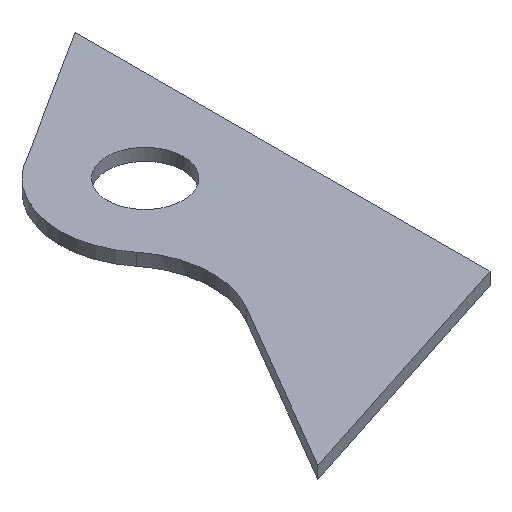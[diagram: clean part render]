
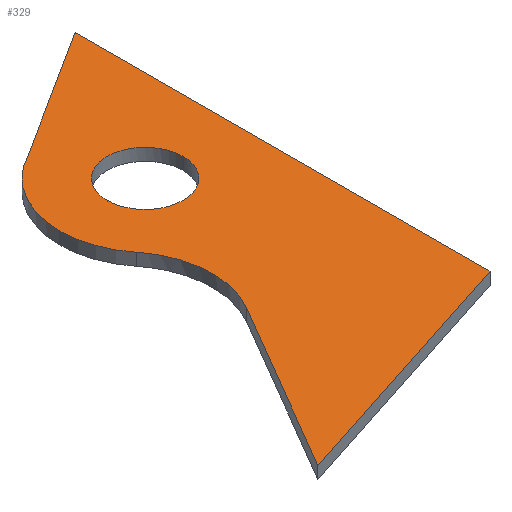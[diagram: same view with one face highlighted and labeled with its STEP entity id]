
A CAD part, isometric view. The second image highlights one B-rep face of the part: STEP entity #329.
In plain terms, the highlighted free-form (B-spline) face has degree [1, 1] with [2, 2] control points.
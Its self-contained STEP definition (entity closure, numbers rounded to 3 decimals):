
#7 = EDGE_LOOP ( 'NONE', ( #296, #176, #317, #20, #154, #301, #425 ) ) ;
#20 = ORIENTED_EDGE ( 'NONE', *, *, #205, .F. ) ;
#29 = B_SPLINE_CURVE_WITH_KNOTS ( 'NONE', 1,
 ( #259, #323 ),
 .UNSPECIFIED., .F., .F.,
 ( 2, 2 ),
 ( 0., 1. ),
 .UNSPECIFIED. ) ;
#38 = EDGE_CURVE ( 'NONE', #101, #427, #448, .T. ) ;
#40 = CARTESIAN_POINT ( 'NONE',  ( 53.104, 56.95, 8. ) ) ;
#48 = CARTESIAN_POINT ( 'NONE',  ( 2.206, 108.194, 8. ) ) ;
#53 = CARTESIAN_POINT ( 'NONE',  ( 2.206, 108.194, 8. ) ) ;
#57 = FACE_OUTER_BOUND ( 'NONE', #7, .T. ) ;
#58 = EDGE_CURVE ( 'NONE', #451, #167, #29, .T. ) ;
#65 = VERTEX_POINT ( 'NONE', #399 ) ;
#68 = CARTESIAN_POINT ( 'NONE',  ( 53.104, 6.95, 8. ) ) ;
#70 = EDGE_CURVE ( 'NONE', #427, #315, #121, .T. ) ;
#72 = CARTESIAN_POINT ( 'NONE',  ( 88.709, -109.197, 8. ) ) ;
#77 = CARTESIAN_POINT ( 'NONE',  ( -78.488, -163.217, 8. ) ) ;
#81 = CARTESIAN_POINT ( 'NONE',  ( -12.088, -49.808, 8. ) ) ;
#82 = CARTESIAN_POINT ( 'NONE',  ( 28.104, 81.95, 8. ) ) ;
#89 = CARTESIAN_POINT ( 'NONE',  ( 88.104, 162.972, 8. ) ) ;
#101 = VERTEX_POINT ( 'NONE', #285 ) ;
#107 = CARTESIAN_POINT ( 'NONE',  ( -78.488, -163.217, 8. ) ) ;
#118 = EDGE_CURVE ( 'NONE', #338, #432, #320, .T. ) ;
#121 = B_SPLINE_CURVE_WITH_KNOTS ( 'NONE', 1,
 ( #107, #471 ),
 .UNSPECIFIED., .F., .F.,
 ( 2, 2 ),
 ( 0., 1. ),
 .UNSPECIFIED. ) ;
#129 = CARTESIAN_POINT ( 'NONE',  ( -16.863, 17.8, 8. ) ) ;
#130 = ORIENTED_EDGE ( 'NONE', *, *, #118, .F. ) ;
#145 = CARTESIAN_POINT ( 'NONE',  ( -78.488, -163.217, 8. ) ) ;
#147 = CARTESIAN_POINT ( 'NONE',  ( 53.104, 56.95, 8. ) ) ;
#154 = ORIENTED_EDGE ( 'NONE', *, *, #58, .F. ) ;
#160 = CARTESIAN_POINT ( 'NONE',  ( 88.104, 162.972, 8. ) ) ;
#162 = VERTEX_POINT ( 'NONE', #444 ) ;
#167 = VERTEX_POINT ( 'NONE', #89 ) ;
#171 = B_SPLINE_SURFACE_WITH_KNOTS ( 'NONE', 1, 1, ( 
 ( #275, #307 ),
 ( #310, #172 ) ),
 .UNSPECIFIED., .F., .F., .F.,
 ( 2, 2 ),
 ( 2, 2 ),
 ( 0., 1. ),
 ( 0., 1. ),
 .UNSPECIFIED. ) ;
#172 = CARTESIAN_POINT ( 'NONE',  ( -79.491, 164.929, 8. ) ) ;
#176 = ORIENTED_EDGE ( 'NONE', *, *, #70, .F. ) ;
#192 = CARTESIAN_POINT ( 'NONE',  ( 42.749, 81.95, 8. ) ) ;
#205 = EDGE_CURVE ( 'NONE', #167, #101, #403, .T. ) ;
#216 = EDGE_CURVE ( 'NONE', #315, #162, #417, .T. ) ;
#236 = CARTESIAN_POINT ( 'NONE',  ( 3.104, 71.595, 8. ) ) ;
#259 = CARTESIAN_POINT ( 'NONE',  ( 2.206, 108.194, 8. ) ) ;
#268 = CARTESIAN_POINT ( 'NONE',  ( -18.037, 97.545, 8. ) ) ;
#275 = CARTESIAN_POINT ( 'NONE',  ( 89.712, -165.174, 8. ) ) ;
#276 = CARTESIAN_POINT ( 'NONE',  ( -25.361, 28.511, 8. ) ) ;
#278 = CARTESIAN_POINT ( 'NONE',  ( 3.104, 56.95, 8. ) ) ;
#280 =( BOUNDED_CURVE ( )  B_SPLINE_CURVE ( 3, ( #129, #276, #354, #422 ),
 .UNSPECIFIED., .F., .T. ) 
 B_SPLINE_CURVE_WITH_KNOTS ( ( 4, 4 ),
 ( -0.671, 0. ),
 .UNSPECIFIED. ) 
 CURVE ( )  GEOMETRIC_REPRESENTATION_ITEM ( )  RATIONAL_B_SPLINE_CURVE ( ( 1., 0.963, 0.963, 1. ) ) 
 REPRESENTATION_ITEM ( '' )  );
#285 = CARTESIAN_POINT ( 'NONE',  ( 88.709, -109.197, 8. ) ) ;
#289 = CARTESIAN_POINT ( 'NONE',  ( 3.104, 6.95, 8. ) ) ;
#290 = CARTESIAN_POINT ( 'NONE',  ( 3.104, 56.95, 8. ) ) ;
#296 = ORIENTED_EDGE ( 'NONE', *, *, #216, .F. ) ;
#297 = CARTESIAN_POINT ( 'NONE',  ( -29.86, 55.093, 8. ) ) ;
#298 = CARTESIAN_POINT ( 'NONE',  ( 0.832, -27.74, 8. ) ) ;
#301 = ORIENTED_EDGE ( 'NONE', *, *, #461, .F. ) ;
#307 = CARTESIAN_POINT ( 'NONE',  ( 89.712, 164.929, 8. ) ) ;
#309 = CARTESIAN_POINT ( 'NONE',  ( 13.46, 81.95, 8. ) ) ;
#310 = CARTESIAN_POINT ( 'NONE',  ( -79.491, -165.174, 8. ) ) ;
#315 = VERTEX_POINT ( 'NONE', #359 ) ;
#317 = ORIENTED_EDGE ( 'NONE', *, *, #38, .F. ) ;
#320 =( BOUNDED_CURVE ( )  B_SPLINE_CURVE ( 3, ( #441, #289, #68, #437 ),
 .UNSPECIFIED., .F., .T. ) 
 B_SPLINE_CURVE_WITH_KNOTS ( ( 4, 4 ),
 ( -3.142, 0. ),
 .UNSPECIFIED. ) 
 CURVE ( )  GEOMETRIC_REPRESENTATION_ITEM ( )  RATIONAL_B_SPLINE_CURVE ( ( 1., 0.333, 0.333, 1. ) ) 
 REPRESENTATION_ITEM ( '' )  );
#323 = CARTESIAN_POINT ( 'NONE',  ( 88.104, 162.972, 8. ) ) ;
#329 = ADVANCED_FACE ( 'NONE', ( #393, #57 ), #171, .F. ) ;
#330 =( BOUNDED_CURVE ( )  B_SPLINE_CURVE ( 3, ( #297, #452, #268, #53 ),
 .UNSPECIFIED., .F., .T. ) 
 B_SPLINE_CURVE_WITH_KNOTS ( ( 4, 4 ),
 ( -1.087, 0. ),
 .UNSPECIFIED. ) 
 CURVE ( )  GEOMETRIC_REPRESENTATION_ITEM ( )  RATIONAL_B_SPLINE_CURVE ( ( 1., 0.904, 0.904, 1. ) ) 
 REPRESENTATION_ITEM ( '' )  );
#335 = ORIENTED_EDGE ( 'NONE', *, *, #443, .F. ) ;
#337 = CARTESIAN_POINT ( 'NONE',  ( -0.969, -2.232, 8. ) ) ;
#338 = VERTEX_POINT ( 'NONE', #278 ) ;
#343 =( BOUNDED_CURVE ( )  B_SPLINE_CURVE ( 3, ( #40, #411, #192, #82, #309, #236, #290 ),
 .UNSPECIFIED., .F., .T. ) 
 B_SPLINE_CURVE_WITH_KNOTS ( ( 4, 3, 4 ),
 ( -3.142, -1.571, 0. ),
 .UNSPECIFIED. ) 
 CURVE ( )  GEOMETRIC_REPRESENTATION_ITEM ( )  RATIONAL_B_SPLINE_CURVE ( ( 1., 0.805, 0.805, 1., 0.805, 0.805, 1. ) ) 
 REPRESENTATION_ITEM ( '' )  );
#354 = CARTESIAN_POINT ( 'NONE',  ( -29.86, 41.421, 8. ) ) ;
#359 = CARTESIAN_POINT ( 'NONE',  ( -12.088, -49.808, 8. ) ) ;
#388 = EDGE_CURVE ( 'NONE', #162, #65, #280, .T. ) ;
#393 = FACE_BOUND ( 'NONE', #456, .T. ) ;
#399 = CARTESIAN_POINT ( 'NONE',  ( -29.86, 55.093, 8. ) ) ;
#403 = B_SPLINE_CURVE_WITH_KNOTS ( 'NONE', 1,
 ( #160, #406 ),
 .UNSPECIFIED., .F., .F.,
 ( 2, 2 ),
 ( 0., 1. ),
 .UNSPECIFIED. ) ;
#406 = CARTESIAN_POINT ( 'NONE',  ( 88.709, -109.197, 8. ) ) ;
#411 = CARTESIAN_POINT ( 'NONE',  ( 53.104, 71.595, 8. ) ) ;
#417 =( BOUNDED_CURVE ( )  B_SPLINE_CURVE ( 3, ( #81, #298, #337, #453 ),
 .UNSPECIFIED., .F., .T. ) 
 B_SPLINE_CURVE_WITH_KNOTS ( ( 4, 4 ),
 ( -1.2, 0. ),
 .UNSPECIFIED. ) 
 CURVE ( )  GEOMETRIC_REPRESENTATION_ITEM ( )  RATIONAL_B_SPLINE_CURVE ( ( 1., 0.883, 0.883, 1. ) ) 
 REPRESENTATION_ITEM ( '' )  );
#422 = CARTESIAN_POINT ( 'NONE',  ( -29.86, 55.093, 8. ) ) ;
#425 = ORIENTED_EDGE ( 'NONE', *, *, #388, .F. ) ;
#427 = VERTEX_POINT ( 'NONE', #145 ) ;
#432 = VERTEX_POINT ( 'NONE', #147 ) ;
#437 = CARTESIAN_POINT ( 'NONE',  ( 53.104, 56.95, 8. ) ) ;
#441 = CARTESIAN_POINT ( 'NONE',  ( 3.104, 56.95, 8. ) ) ;
#443 = EDGE_CURVE ( 'NONE', #432, #338, #343, .T. ) ;
#444 = CARTESIAN_POINT ( 'NONE',  ( -16.863, 17.8, 8. ) ) ;
#448 = B_SPLINE_CURVE_WITH_KNOTS ( 'NONE', 1,
 ( #72, #77 ),
 .UNSPECIFIED., .F., .F.,
 ( 2, 2 ),
 ( 0., 1. ),
 .UNSPECIFIED. ) ;
#451 = VERTEX_POINT ( 'NONE', #48 ) ;
#452 = CARTESIAN_POINT ( 'NONE',  ( -29.86, 77.965, 8. ) ) ;
#453 = CARTESIAN_POINT ( 'NONE',  ( -16.863, 17.8, 8. ) ) ;
#456 = EDGE_LOOP ( 'NONE', ( #130, #335 ) ) ;
#461 = EDGE_CURVE ( 'NONE', #65, #451, #330, .T. ) ;
#471 = CARTESIAN_POINT ( 'NONE',  ( -12.088, -49.808, 8. ) ) ;
